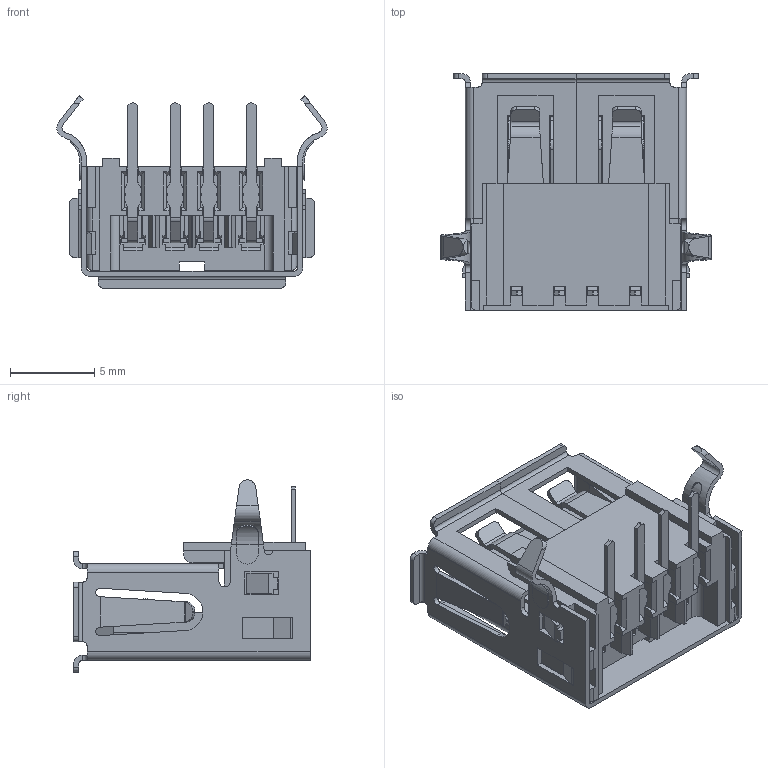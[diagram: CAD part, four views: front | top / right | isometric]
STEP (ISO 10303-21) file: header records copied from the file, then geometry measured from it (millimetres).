
FILE_DESCRIPTION(/* description */ (''),/* implementation_level */ '2;1');
FILE_NAME(/* name */ 'USB-A_Amphenol_GSB12121031EU_TH.step',/* time_stamp */ '2023-08-22T17:10:24+01:00',/* author */ (''),/* organization */ (''),/* preprocessor_version */ 'ST-DEVELOPER v20',/* originating_system */ 'Autodesk Translation Framework v12.9.0.99',/* authorisation */ '');
FILE_SCHEMA (('AUTOMOTIVE_DESIGN { 1 0 10303 214 3 1 1 }'));
Length unit declared in the file: millimetre
Products named in the file (2): USB-A_Amphenol_GSB12121031EU_TH; USB-A_Amphenol_GSB12121031EU_TH_1
Assembly tree (1 placements, depth 2):
  USB-A_Amphenol_GSB12121031EU_TH
    USB-A_Amphenol_GSB12121031EU_TH_1
Bounding box: 16 x 14 x 11.38 mm (x, y, z)
Surface area: 1922.6 mm2 (no closed solid volume)
Topology: 0 solids, 1 shells, 872 faces, 2627 edges, 1713 vertices
Faces by surface type: plane 629, cylinder 239, bspline 4
Entity records: 29818 total; most frequent: CARTESIAN_POINT 5608, ORIENTED_EDGE 5272, DIRECTION 4871, EDGE_CURVE 2627, LINE 2091, VECTOR 2091, VERTEX_POINT 1713, AXIS2_PLACEMENT_3D 1390
